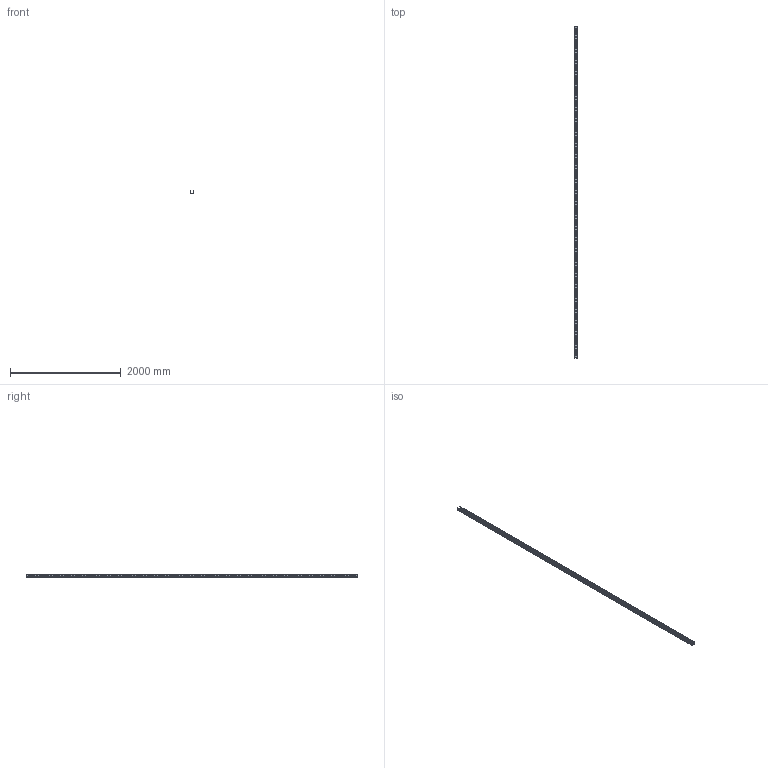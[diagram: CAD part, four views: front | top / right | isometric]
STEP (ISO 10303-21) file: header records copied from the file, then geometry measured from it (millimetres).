
FILE_DESCRIPTION((''),'2;1');
FILE_NAME('6340318','2012-07-23T',('AndreasKeweloh'),(''),'PRO/ENGINEER BY PARAMETRIC TECHNOLOGY CORPORATION, 2012130','PRO/ENGINEER BY PARAMETRIC TECHNOLOGY CORPORATION, 2012130','');
FILE_SCHEMA(('CONFIG_CONTROL_DESIGN'));
Length unit declared in the file: millimetre
Products named in the file (1): 6340318
Bounding box: 70 x 6000 x 50 mm (x, y, z)
Volume: 3018558.6 mm3; surface area: 1696748.6 mm2
Topology: 1 solids, 1 shells, 1454 faces, 4356 edges, 2904 vertices
Faces by surface type: plane 730, cylinder 724
Entity records: 50866 total; most frequent: CARTESIAN_POINT 8714, DIRECTION 8712, ORIENTED_EDGE 8712, EDGE_CURVE 4356, VECTOR 2908, LINE 2908, VERTEX_POINT 2904, AXIS2_PLACEMENT_3D 2902
